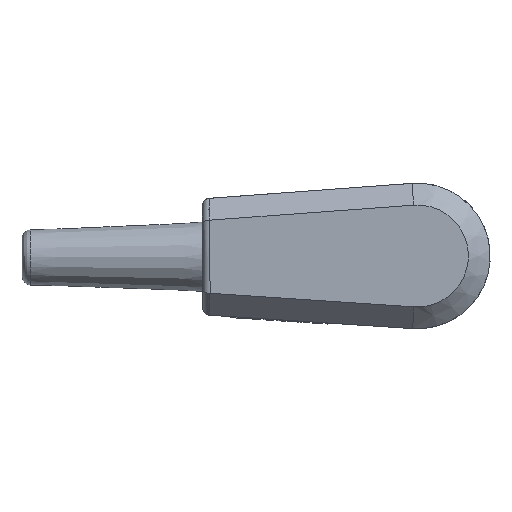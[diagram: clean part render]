
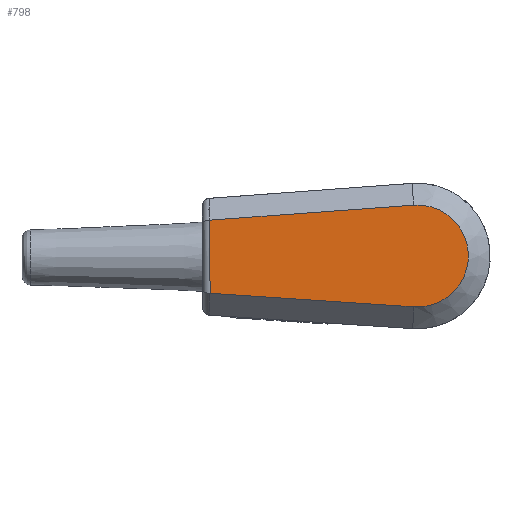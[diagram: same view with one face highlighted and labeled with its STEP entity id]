
A CAD part, left-side view. The second image highlights one B-rep face of the part: STEP entity #798.
In plain terms, the highlighted planar face has unit normal (-1, 0, 0).
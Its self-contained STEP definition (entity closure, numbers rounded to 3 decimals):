
#540=CIRCLE('',#5147,7.);
#798=ADVANCED_FACE('4-0-6',(#1248),#1040,.T.);
#1040=PLANE('',#5148);
#1248=FACE_OUTER_BOUND('',#1487,.T.);
#1487=EDGE_LOOP('',(#2385,#2386,#2387,#2388));
#2385=ORIENTED_EDGE('',*,*,#3840,.T.);
#2386=ORIENTED_EDGE('',*,*,#3841,.T.);
#2387=ORIENTED_EDGE('',*,*,#3842,.T.);
#2388=ORIENTED_EDGE('',*,*,#3843,.T.);
#3272=VERTEX_POINT('',#7692);
#3273=VERTEX_POINT('',#7693);
#3274=VERTEX_POINT('',#7695);
#3275=VERTEX_POINT('',#7697);
#3840=EDGE_CURVE('',#3272,#3273,#4385,.T.);
#3841=EDGE_CURVE('',#3273,#3274,#4386,.T.);
#3842=EDGE_CURVE('',#3274,#3275,#540,.T.);
#3843=EDGE_CURVE('',#3275,#3272,#4387,.T.);
#4385=LINE('',#7691,#4829);
#4386=LINE('',#7694,#4830);
#4387=LINE('',#7698,#4831);
#4829=VECTOR('',#6129,1.);
#4830=VECTOR('',#6130,1.);
#4831=VECTOR('',#6133,1.);
#5147=AXIS2_PLACEMENT_3D('',#7696,#6131,#6132);
#5148=AXIS2_PLACEMENT_3D('',#7699,#6134,#6135);
#6129=DIRECTION('',(0.,-0.004,-1.));
#6130=DIRECTION('',(0.,-0.998,-0.066));
#6131=DIRECTION('',(-1.,0.,0.));
#6132=DIRECTION('',(0.,0.066,-0.998));
#6133=DIRECTION('',(0.,0.997,-0.073));
#6134=DIRECTION('',(-1.,0.,0.));
#6135=DIRECTION('',(0.,-0.004,-1.));
#7691=CARTESIAN_POINT('',(0.,28.518,4.918));
#7692=CARTESIAN_POINT('',(0.,28.518,4.918));
#7693=CARTESIAN_POINT('',(0.,28.481,-5.13));
#7694=CARTESIAN_POINT('',(0.,28.481,-5.13));
#7695=CARTESIAN_POINT('',(0.,0.462,-6.985));
#7696=CARTESIAN_POINT('',(0.,0.,0.));
#7697=CARTESIAN_POINT('',(0.,0.514,6.981));
#7698=CARTESIAN_POINT('',(0.,0.514,6.981));
#7699=CARTESIAN_POINT('',(0.,31.504,7.736));
